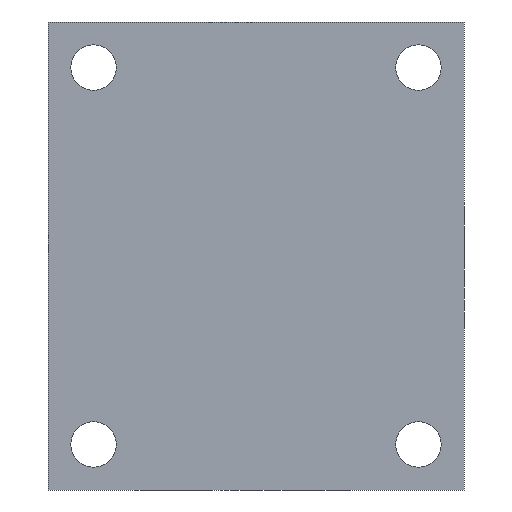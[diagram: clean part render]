
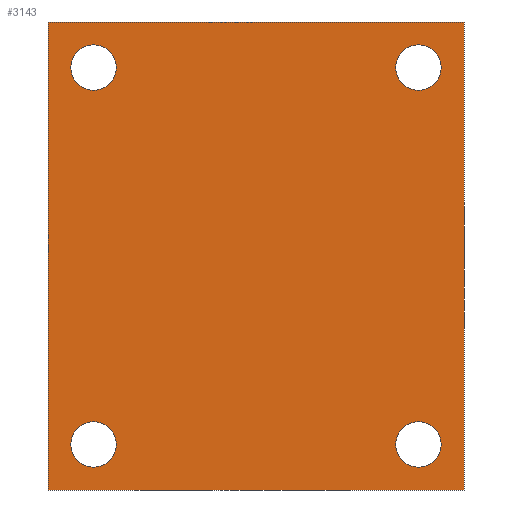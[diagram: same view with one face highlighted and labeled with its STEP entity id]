
A CAD part, left-side view. The second image highlights one B-rep face of the part: STEP entity #3143.
In plain terms, the highlighted planar face has unit normal (-1, 0, 0).
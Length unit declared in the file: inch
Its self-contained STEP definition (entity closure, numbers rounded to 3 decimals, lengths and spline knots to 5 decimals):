
#1=DIRECTION('',(0.,-1.,0.));
#2=VECTOR('',#1,4.);
#3=CARTESIAN_POINT('',(0.,0.,0.));
#4=LINE('',#3,#2);
#37=DIRECTION('',(0.,0.,1.));
#38=VECTOR('',#37,4.5);
#39=CARTESIAN_POINT('',(0.,0.,0.));
#40=LINE('',#39,#38);
#41=CARTESIAN_POINT('',(0.,-0.438,0.438));
#42=DIRECTION('',(-1.,0.,0.));
#43=DIRECTION('',(0.,1.,0.));
#44=AXIS2_PLACEMENT_3D('',#41,#42,#43);
#46=CARTESIAN_POINT('',(0.,-0.438,0.438));
#47=DIRECTION('',(-1.,0.,0.));
#48=DIRECTION('',(0.,-1.,0.));
#49=AXIS2_PLACEMENT_3D('',#46,#47,#48);
#51=CARTESIAN_POINT('',(0.,-3.562,0.438));
#52=DIRECTION('',(-1.,0.,0.));
#53=DIRECTION('',(0.,1.,0.));
#54=AXIS2_PLACEMENT_3D('',#51,#52,#53);
#56=CARTESIAN_POINT('',(0.,-3.562,0.438));
#57=DIRECTION('',(-1.,0.,0.));
#58=DIRECTION('',(0.,-1.,0.));
#59=AXIS2_PLACEMENT_3D('',#56,#57,#58);
#61=CARTESIAN_POINT('',(0.,-3.562,4.062));
#62=DIRECTION('',(-1.,0.,0.));
#63=DIRECTION('',(0.,1.,0.));
#64=AXIS2_PLACEMENT_3D('',#61,#62,#63);
#66=CARTESIAN_POINT('',(0.,-3.562,4.062));
#67=DIRECTION('',(-1.,0.,0.));
#68=DIRECTION('',(0.,-1.,0.));
#69=AXIS2_PLACEMENT_3D('',#66,#67,#68);
#71=CARTESIAN_POINT('',(0.,-0.438,4.062));
#72=DIRECTION('',(-1.,0.,0.));
#73=DIRECTION('',(0.,1.,0.));
#74=AXIS2_PLACEMENT_3D('',#71,#72,#73);
#76=CARTESIAN_POINT('',(0.,-0.438,4.062));
#77=DIRECTION('',(-1.,0.,0.));
#78=DIRECTION('',(0.,-1.,0.));
#79=AXIS2_PLACEMENT_3D('',#76,#77,#78);
#229=DIRECTION('',(0.,0.,1.));
#230=VECTOR('',#229,4.5);
#231=CARTESIAN_POINT('',(0.,-4.,0.));
#232=LINE('',#231,#230);
#243=DIRECTION('',(0.,-1.,0.));
#244=VECTOR('',#243,4.);
#245=CARTESIAN_POINT('',(0.,0.,4.5));
#246=LINE('',#245,#244);
#2663=CARTESIAN_POINT('',(0.,0.,0.));
#2664=CARTESIAN_POINT('',(0.,-4.,0.));
#2665=VERTEX_POINT('',#2663);
#2666=VERTEX_POINT('',#2664);
#2671=CARTESIAN_POINT('',(0.,0.,4.5));
#2672=CARTESIAN_POINT('',(0.,-4.,4.5));
#2673=VERTEX_POINT('',#2671);
#2674=VERTEX_POINT('',#2672);
#2825=CARTESIAN_POINT('',(0.,-0.219,0.438));
#2826=CARTESIAN_POINT('',(0.,-0.657,0.438));
#2827=VERTEX_POINT('',#2825);
#2828=VERTEX_POINT('',#2826);
#2833=CARTESIAN_POINT('',(0.,-3.343,0.438));
#2834=CARTESIAN_POINT('',(0.,-3.781,0.438));
#2835=VERTEX_POINT('',#2833);
#2836=VERTEX_POINT('',#2834);
#2841=CARTESIAN_POINT('',(0.,-3.343,4.062));
#2842=CARTESIAN_POINT('',(0.,-3.781,4.062));
#2843=VERTEX_POINT('',#2841);
#2844=VERTEX_POINT('',#2842);
#2849=CARTESIAN_POINT('',(0.,-0.219,4.062));
#2850=CARTESIAN_POINT('',(0.,-0.657,4.062));
#2851=VERTEX_POINT('',#2849);
#2852=VERTEX_POINT('',#2850);
#3105=CARTESIAN_POINT('',(0.,0.,0.));
#3106=DIRECTION('',(-1.,0.,0.));
#3107=DIRECTION('',(0.,-1.,0.));
#3108=AXIS2_PLACEMENT_3D('',#3105,#3106,#3107);
#3109=PLANE('',#3108);
#3110=ORIENTED_EDGE('',*,*,#3082,.F.);
#3112=ORIENTED_EDGE('',*,*,#3111,.T.);
#3114=ORIENTED_EDGE('',*,*,#3113,.T.);
#3116=ORIENTED_EDGE('',*,*,#3115,.F.);
#3117=EDGE_LOOP('',(#3110,#3112,#3114,#3116));
#3118=FACE_OUTER_BOUND('',#3117,.F.);
#3120=ORIENTED_EDGE('',*,*,#3119,.T.);
#3122=ORIENTED_EDGE('',*,*,#3121,.T.);
#3123=EDGE_LOOP('',(#3120,#3122));
#3124=FACE_BOUND('',#3123,.F.);
#3126=ORIENTED_EDGE('',*,*,#3125,.T.);
#3128=ORIENTED_EDGE('',*,*,#3127,.T.);
#3129=EDGE_LOOP('',(#3126,#3128));
#3130=FACE_BOUND('',#3129,.F.);
#3132=ORIENTED_EDGE('',*,*,#3131,.T.);
#3134=ORIENTED_EDGE('',*,*,#3133,.T.);
#3135=EDGE_LOOP('',(#3132,#3134));
#3136=FACE_BOUND('',#3135,.F.);
#3138=ORIENTED_EDGE('',*,*,#3137,.T.);
#3140=ORIENTED_EDGE('',*,*,#3139,.T.);
#3141=EDGE_LOOP('',(#3138,#3140));
#3142=FACE_BOUND('',#3141,.F.);
#3143=ADVANCED_FACE('',(#3118,#3124,#3130,#3136,#3142),#3109,.T.);
#45=CIRCLE('',#44,0.219);
#50=CIRCLE('',#49,0.219);
#55=CIRCLE('',#54,0.219);
#60=CIRCLE('',#59,0.219);
#65=CIRCLE('',#64,0.219);
#70=CIRCLE('',#69,0.219);
#75=CIRCLE('',#74,0.219);
#80=CIRCLE('',#79,0.219);
#3082=EDGE_CURVE('',#2665,#2666,#4,.T.);
#3111=EDGE_CURVE('',#2665,#2673,#40,.T.);
#3113=EDGE_CURVE('',#2673,#2674,#246,.T.);
#3115=EDGE_CURVE('',#2666,#2674,#232,.T.);
#3119=EDGE_CURVE('',#2827,#2828,#45,.T.);
#3121=EDGE_CURVE('',#2828,#2827,#50,.T.);
#3125=EDGE_CURVE('',#2835,#2836,#55,.T.);
#3127=EDGE_CURVE('',#2836,#2835,#60,.T.);
#3131=EDGE_CURVE('',#2843,#2844,#65,.T.);
#3133=EDGE_CURVE('',#2844,#2843,#70,.T.);
#3137=EDGE_CURVE('',#2851,#2852,#75,.T.);
#3139=EDGE_CURVE('',#2852,#2851,#80,.T.);
